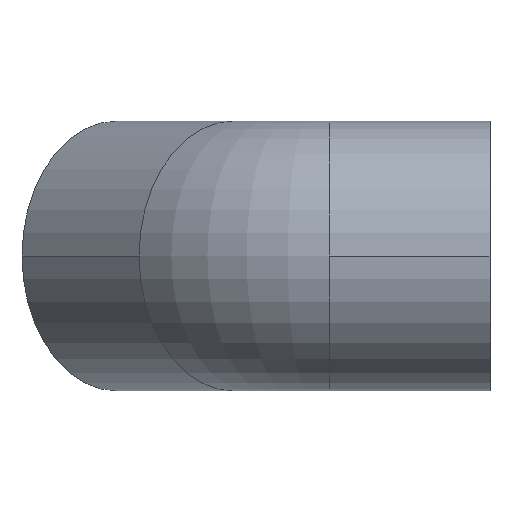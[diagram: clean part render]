
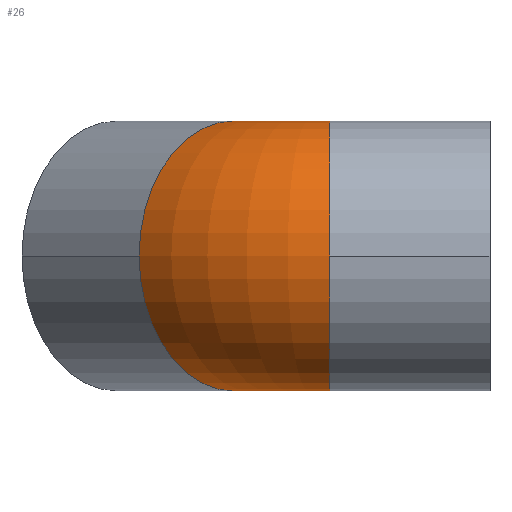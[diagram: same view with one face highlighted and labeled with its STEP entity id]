
A CAD part, left-side view. The second image highlights one B-rep face of the part: STEP entity #26.
In plain terms, the highlighted toroidal (fillet/blend) face has major radius 177.5 mm and minor radius 177.5 mm.
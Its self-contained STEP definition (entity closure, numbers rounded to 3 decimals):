
#19 = CARTESIAN_POINT ( 'NONE',  ( 177.5, 210.477, 0. ) ) ;
#26 = ADVANCED_FACE ( 'NONE', ( #228 ), #188, .T. ) ;
#27 = CARTESIAN_POINT ( 'NONE',  ( -177.5, 210.477, 0. ) ) ;
#51 = DIRECTION ( 'NONE',  ( 0., 0., 1. ) ) ;
#52 = DIRECTION ( 'NONE',  ( 0., 1., 0. ) ) ;
#58 = DIRECTION ( 'NONE',  ( 0., 0., 1. ) ) ;
#60 = DIRECTION ( 'NONE',  ( 0.707, 0.707, 0. ) ) ;
#61 = CARTESIAN_POINT ( 'NONE',  ( 51.989, 335.989, 0. ) ) ;
#62 = CARTESIAN_POINT ( 'NONE',  ( -73.523, 461.5, 0. ) ) ;
#66 = EDGE_CURVE ( 'NONE', #295, #379, #125, .T. ) ;
#82 = CIRCLE ( 'NONE', #161, 177.5 ) ;
#123 = AXIS2_PLACEMENT_3D ( 'NONE', #186, #181, #180 ) ;
#125 = CIRCLE ( 'NONE', #123, 177.5 ) ;
#136 = AXIS2_PLACEMENT_3D ( 'NONE', #263, #52, #51 ) ;
#161 = AXIS2_PLACEMENT_3D ( 'NONE', #164, #310, #413 ) ;
#164 = CARTESIAN_POINT ( 'NONE',  ( 0., 210.477, 0. ) ) ;
#179 = AXIS2_PLACEMENT_3D ( 'NONE', #225, #224, #223 ) ;
#180 = DIRECTION ( 'NONE',  ( 0., 0., 1. ) ) ;
#181 = DIRECTION ( 'NONE',  ( 0.707, 0.707, 0. ) ) ;
#186 = CARTESIAN_POINT ( 'NONE',  ( 51.989, 335.989, 0. ) ) ;
#188 = TOROIDAL_SURFACE ( 'NONE', #179, 177.5, 177.5 ) ;
#223 = DIRECTION ( 'NONE',  ( -1., 0., 0. ) ) ;
#224 = DIRECTION ( 'NONE',  ( 0., 0., -1. ) ) ;
#225 = CARTESIAN_POINT ( 'NONE',  ( 177.5, 210.477, 0. ) ) ;
#228 = FACE_OUTER_BOUND ( 'NONE', #367, .T. ) ;
#241 = CIRCLE ( 'NONE', #290, 177.5 ) ;
#263 = CARTESIAN_POINT ( 'NONE',  ( 0., 210.477, 0. ) ) ;
#290 = AXIS2_PLACEMENT_3D ( 'NONE', #61, #60, #58 ) ;
#295 = VERTEX_POINT ( 'NONE', #62 ) ;
#299 = EDGE_CURVE ( 'NONE', #379, #295, #241, .T. ) ;
#301 = ORIENTED_EDGE ( 'NONE', *, *, #299, .F. ) ;
#302 = ORIENTED_EDGE ( 'NONE', *, *, #416, .T. ) ;
#303 = ORIENTED_EDGE ( 'NONE', *, *, #316, .T. ) ;
#305 = ORIENTED_EDGE ( 'NONE', *, *, #66, .F. ) ;
#310 = DIRECTION ( 'NONE',  ( 0., 1., 0. ) ) ;
#316 = EDGE_CURVE ( 'NONE', #358, #379, #352, .T. ) ;
#352 = CIRCLE ( 'NONE', #136, 177.5 ) ;
#358 = VERTEX_POINT ( 'NONE', #27 ) ;
#367 = EDGE_LOOP ( 'NONE', ( #301, #302, #303, #305 ) ) ;
#379 = VERTEX_POINT ( 'NONE', #19 ) ;
#413 = DIRECTION ( 'NONE',  ( 0., 0., 1. ) ) ;
#416 = EDGE_CURVE ( 'NONE', #379, #358, #82, .T. ) ;
